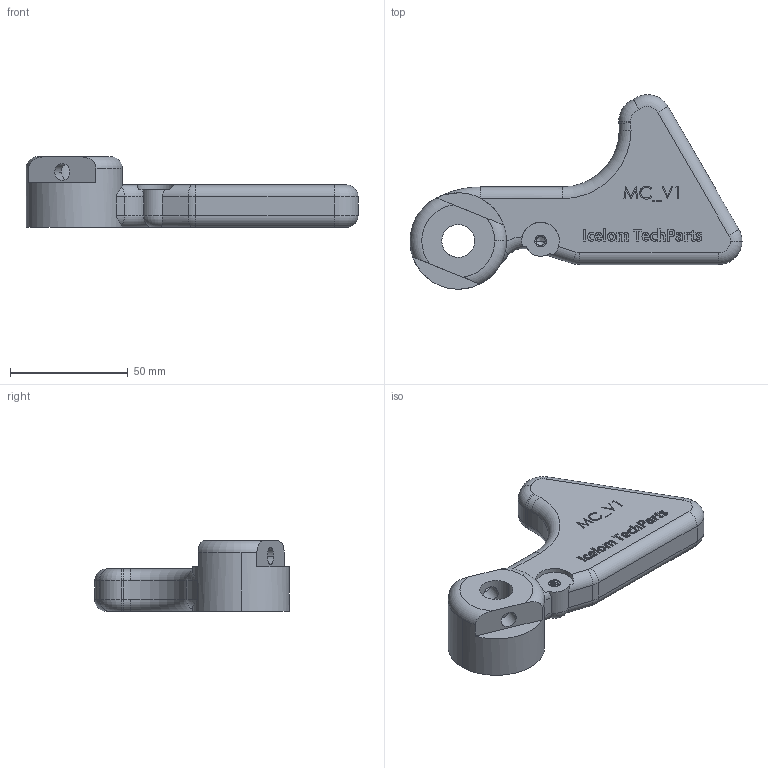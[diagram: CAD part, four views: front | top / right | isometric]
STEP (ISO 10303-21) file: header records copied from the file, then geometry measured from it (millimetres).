
FILE_DESCRIPTION (( 'STEP AP214' ), '1' );
FILE_NAME ('shortshift.STEP', '2022-12-20T15:06:40', ( '' ), ( '' ), 'SwSTEP 2.0', 'SolidWorks 2021', '' );
FILE_SCHEMA (( 'AUTOMOTIVE_DESIGN' ));
Length unit declared in the file: millimetre
Products named in the file (1): shortshift
Bounding box: 141.15 x 82.72 x 30 mm (x, y, z)
Volume: 94684.6 mm3; surface area: 23271.3 mm2
Topology: 2 solids, 2 shells, 348 faces, 923 edges, 604 vertices
Faces by surface type: plane 155, bspline 108, cylinder 58, torus 25, cone 2
Entity records: 18026 total; most frequent: CARTESIAN_POINT 9915, ORIENTED_EDGE 1842, DIRECTION 1217, EDGE_CURVE 921, VERTEX_POINT 604, LINE 531, VECTOR 531, EDGE_LOOP 381
